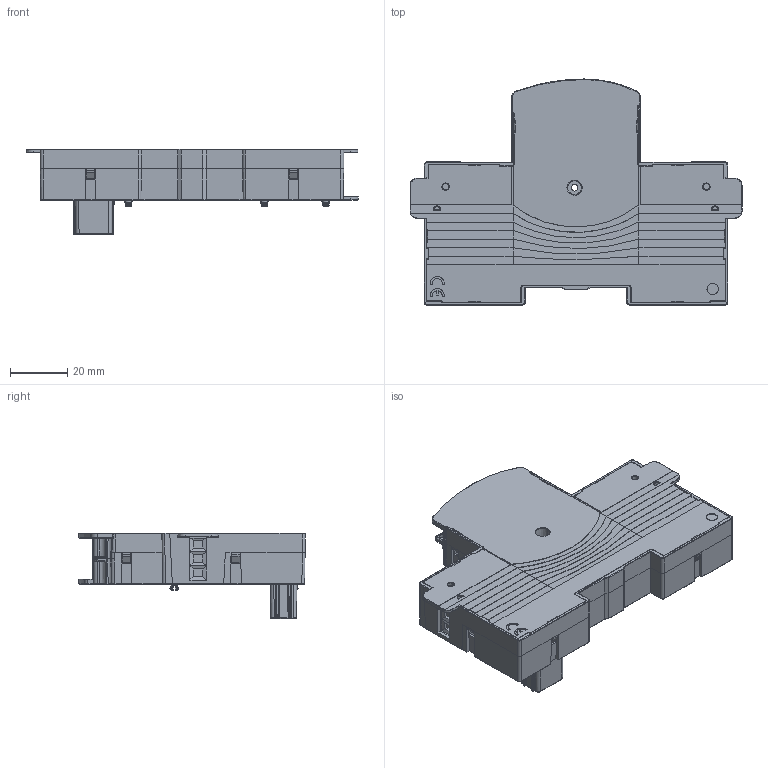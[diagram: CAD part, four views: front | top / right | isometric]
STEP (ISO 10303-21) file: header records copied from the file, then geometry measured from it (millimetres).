
FILE_DESCRIPTION(('CATIA V5 STEP Exchange'),'2;1');
FILE_NAME('04161208-----_000_A0_MODULO BUS ART GEWISS (3D PRODUCT SKIN)_2PA.stp','2016-07-28T17:28:50+00:00',('none'),('none'),'CATIA Version 5 Release 20 SP 6 (IN-10)','CATIA V5 STEP AP214','none');
FILE_SCHEMA(('AUTOMOTIVE_DESIGN { 1 0 10303 214 1 1 1 1 }'));
Products named in the file (1): 04161208-----_000_A0_MODULO BUS ART GEWISS (3D PRODUCT SKIN)_2PA
Bounding box: 116 x 79 x 29.9 mm (x, y, z)
Volume: 38423.1 mm3; surface area: 50056.3 mm2
Topology: 25 solids, 37 shells, 3325 faces, 8764 edges, 5470 vertices
Faces by surface type: plane 2002, cylinder 745, torus 235, cone 144, bspline 132, sphere 55, revolution 8, extrusion 4
Entity records: 112758 total; most frequent: CARTESIAN_POINT 36112, ORIENTED_EDGE 17348, DIRECTION 12883, EDGE_CURVE 8674, VECTOR 5867, LINE 5863, VERTEX_POINT 5470, AXIS2_PLACEMENT_3D 4119
